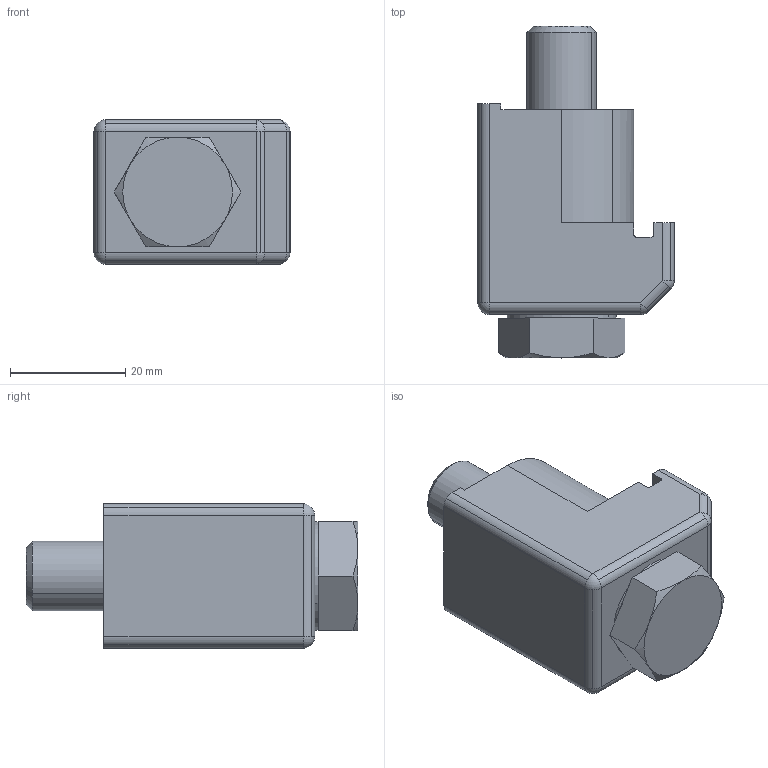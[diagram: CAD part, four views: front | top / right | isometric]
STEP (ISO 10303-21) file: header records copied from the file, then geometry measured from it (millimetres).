
FILE_DESCRIPTION((''),'2;1');
FILE_NAME('212-233_320ISO-K.stp','2004-01-29T08:31:31',('KAA'),(''),'Autodesk Inventor (R) 6.0','Autodesk Inventor (R) 6.0','');
FILE_SCHEMA(('CONFIG_CONTROL_DESIGN'));
Length unit declared in the file: millimetre
Products named in the file (1): 212-233_320ISO-K
Bounding box: 34 x 57.5 x 25 mm (x, y, z)
Volume: 26933.6 mm3; surface area: 9295.4 mm2
Topology: 1 solids, 1 shells, 73 faces, 189 edges, 115 vertices
Faces by surface type: cylinder 34, plane 27, sphere 6, cone 4, bspline 2
Entity records: 2364 total; most frequent: CARTESIAN_POINT 492, DIRECTION 395, ORIENTED_EDGE 366, EDGE_CURVE 183, AXIS2_PLACEMENT_3D 152, VERTEX_POINT 115, VECTOR 91, LINE 91
